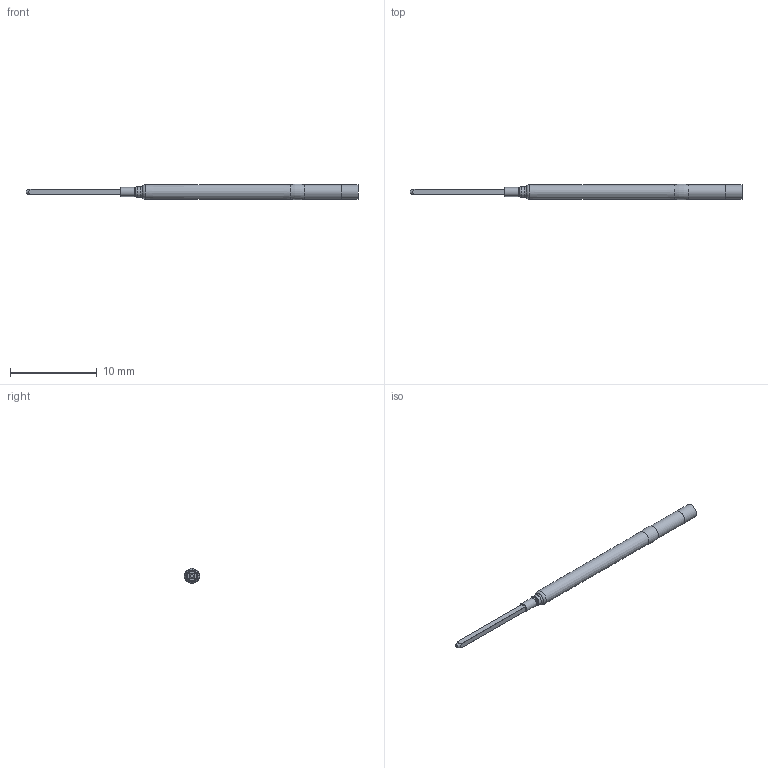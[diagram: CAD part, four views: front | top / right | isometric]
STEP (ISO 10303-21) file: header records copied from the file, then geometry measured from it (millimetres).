
FILE_DESCRIPTION (( 'STEP AP214' ), '1' );
FILE_NAME ('100-SD_254W.STEP', '2020-09-29T12:07:35', ( '' ), ( '' ), 'SwSTEP 2.0', 'SolidWorks 2019', '' );
FILE_SCHEMA (( 'AUTOMOTIVE_DESIGN' ));
Length unit declared in the file: inch
Products named in the file (1): 100-SD_254W
Bounding box: 38.33 x 1.8 x 1.81 mm (x, y, z)
Volume: 60.9 mm3; surface area: 168.5 mm2
Topology: 1 solids, 1 shells, 24 faces, 52 edges, 31 vertices
Faces by surface type: cylinder 8, plane 7, torus 5, cone 4
Full cylindrical faces by diameter (mm): 1.049 x1, 1.194 x1, 1.638 x1, 1.676 x1
Entity records: 1056 total; most frequent: CARTESIAN_POINT 241, DIRECTION 98, ORIENTED_EDGE 76, AXIS2_PLACEMENT_3D 43, EDGE_CURVE 38, EDGE_LOOP 38, FACE_OUTER_BOUND 33, VERTEX_POINT 30
